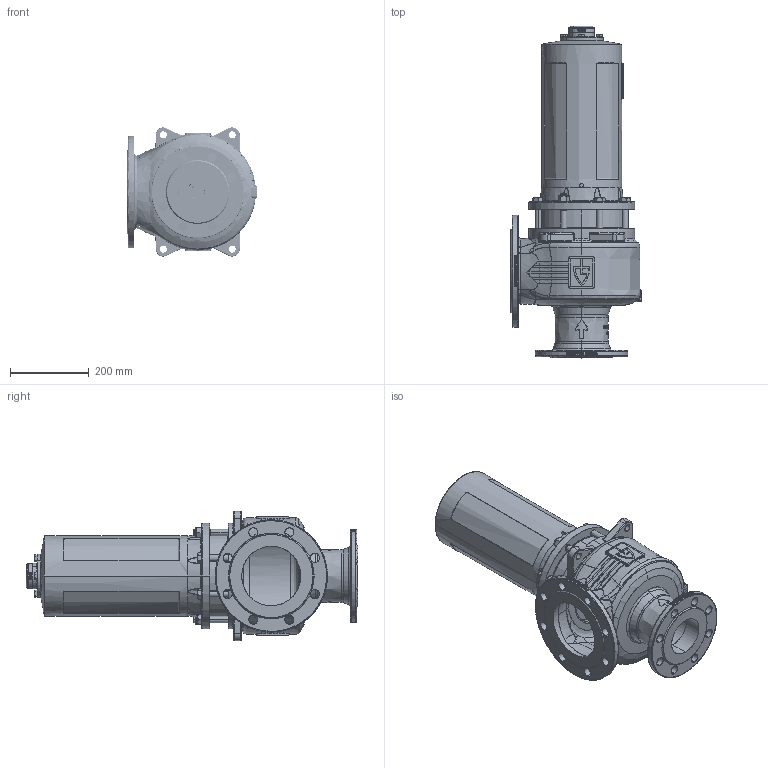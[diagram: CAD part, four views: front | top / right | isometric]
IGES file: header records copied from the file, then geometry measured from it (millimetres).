
Start section: SolidWorks IGES file using analytic representation for surfaces
Global section: file name: 355BGFO_100_FLFL_100150 MD.IGS; native system: SolidWorks 2020; preprocessor: SolidWorks 2020; author: Hehr; date: 200826.141735; units: millimetre
Bounding box: 331 x 843 x 327.98 mm (x, y, z)
Surface area: 1671529.7 mm2 (no closed solid volume)
Topology: 0 solids, 0 shells, 2830 faces, 34565 edges, 34518 vertices
Faces by surface type: bspline 2039, revolution 791
